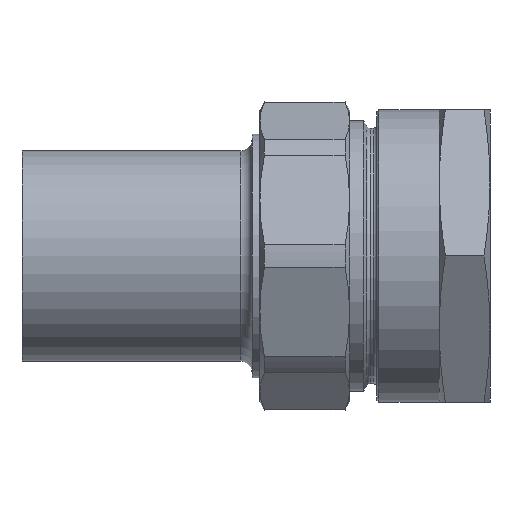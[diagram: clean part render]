
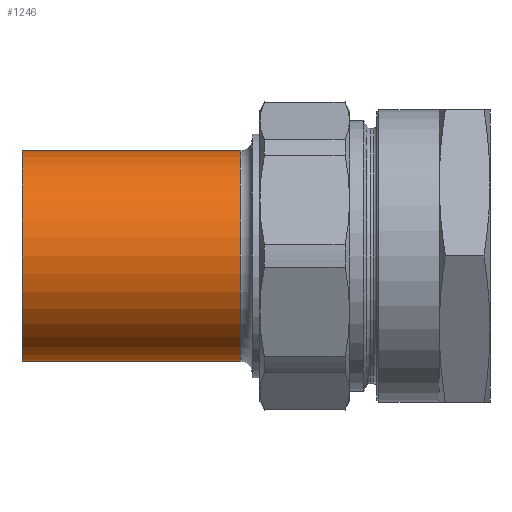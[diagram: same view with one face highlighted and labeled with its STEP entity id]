
A CAD part, front view. The second image highlights one B-rep face of the part: STEP entity #1246.
In plain terms, the highlighted cylindrical face has radius 27 mm (diameter 54 mm), a full revolution.
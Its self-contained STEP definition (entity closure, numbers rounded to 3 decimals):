
#73=FACE_BOUND($,#394,.T.);
#272=FACE_OUTER_BOUND($,#393,.T.);
#393=EDGE_LOOP($,(#1094));
#394=EDGE_LOOP($,(#1095));
#469=CIRCLE($,#1406,27.);
#476=CIRCLE($,#1419,27.);
#620=VERTEX_POINT($,#2235);
#627=VERTEX_POINT($,#2255);
#777=EDGE_CURVE($,#620,#620,#469,.T.);
#784=EDGE_CURVE($,#627,#627,#476,.T.);
#1094=ORIENTED_EDGE($,*,*,#777,.T.);
#1095=ORIENTED_EDGE($,*,*,#784,.T.);
#1118=CYLINDRICAL_SURFACE($,#1420,27.);
#1246=ADVANCED_FACE($,(#272,#73),#1118,.T.);
#1406=AXIS2_PLACEMENT_3D($,#2236,#1752,#1753);
#1419=AXIS2_PLACEMENT_3D($,#2256,#1778,#1779);
#1420=AXIS2_PLACEMENT_3D($,#2257,#1780,#1781);
#1752=DIRECTION('center_axis',(-1.,0.,0.));
#1753=DIRECTION('ref_axis',(0.,0.,1.));
#1778=DIRECTION('center_axis',(1.,0.,0.));
#1779=DIRECTION('ref_axis',(0.,1.,0.));
#1780=DIRECTION('center_axis',(1.,0.,0.));
#1781=DIRECTION('ref_axis',(0.,1.,0.));
#2235=CARTESIAN_POINT('',(73.,0.,-27.));
#2236=CARTESIAN_POINT('Origin',(73.,0.,0.));
#2255=CARTESIAN_POINT('',(17.,27.,0.));
#2256=CARTESIAN_POINT('Origin',(17.,0.,0.));
#2257=CARTESIAN_POINT('Origin',(19.,0.,0.));
